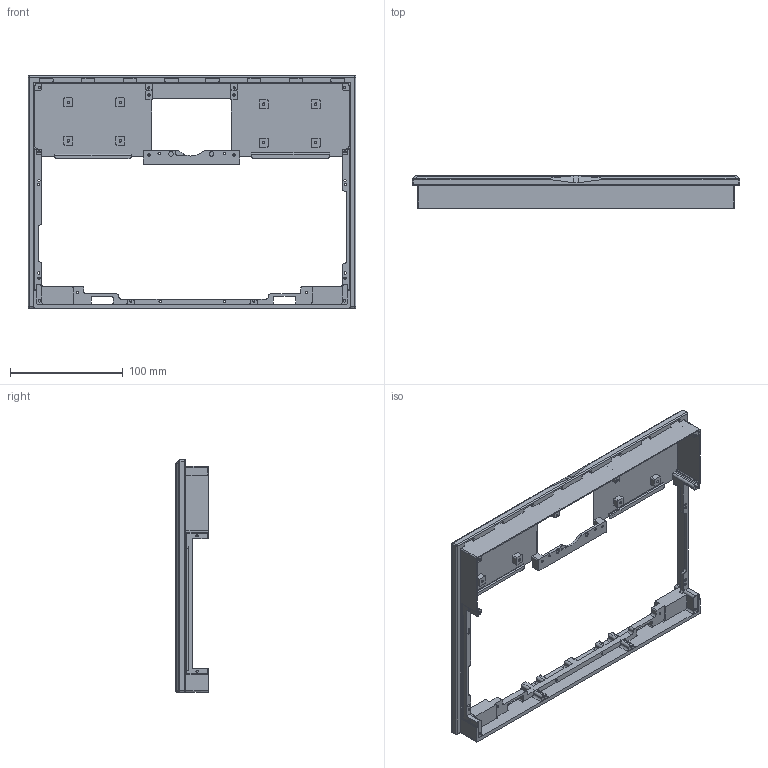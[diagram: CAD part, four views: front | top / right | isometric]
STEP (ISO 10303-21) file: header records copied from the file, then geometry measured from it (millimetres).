
FILE_DESCRIPTION(/* description */ (''),/* implementation_level */ '2;1');
FILE_NAME(/* name */ 'main box top_25.02.20.step',/* time_stamp */ '2020-02-25T14:05:25+01:00',/* author */ (''),/* organization */ (''),/* preprocessor_version */ 'ST-DEVELOPER v18',/* originating_system */ 'Autodesk Translation Framework v8.12.0.6',/* authorisation */ '');
FILE_SCHEMA (('AUTOMOTIVE_DESIGN { 1 0 10303 214 3 1 1 }'));
Length unit declared in the file: millimetre
Products named in the file (1): main box top
Bounding box: 290 x 29 x 205.52 mm (x, y, z)
Volume: 115839.2 mm3; surface area: 102798.8 mm2
Topology: 1 solids, 3 shells, 651 faces, 1785 edges, 1177 vertices
Faces by surface type: plane 327, cylinder 304, bspline 12, sphere 8
Full cylindrical faces by diameter (mm): 2 x44, 2.2 x12, 3 x1, 4 x2
Entity records: 21222 total; most frequent: CARTESIAN_POINT 3998, DIRECTION 3698, ORIENTED_EDGE 3562, EDGE_CURVE 1781, AXIS2_PLACEMENT_3D 1291, VERTEX_POINT 1177, LINE 1116, VECTOR 1116
